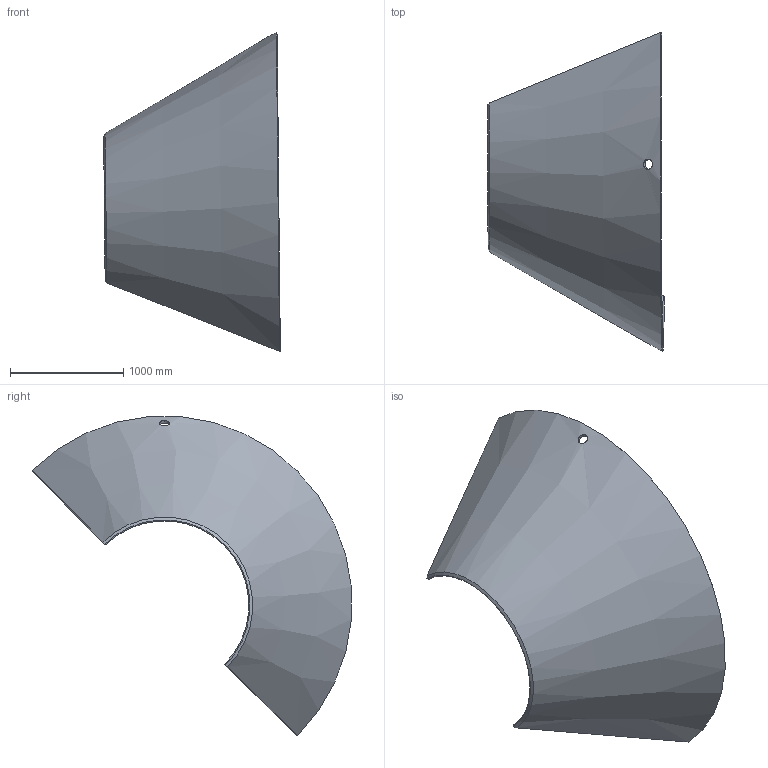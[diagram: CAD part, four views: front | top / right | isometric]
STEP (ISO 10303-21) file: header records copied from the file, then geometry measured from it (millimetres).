
FILE_DESCRIPTION(('CoCreate Modeling STEP Export'),'2;1');
FILE_NAME('s2.stp','2011-05-24T10:30:22',(''),(''),'CoCreate Modeling STEP processor for AP214 (Solid Model)','CoCreate Modeling 18.0P1120 20-Nov-2010 (C) Parametric Technology GmbH','');
FILE_SCHEMA(('AUTOMOTIVE_DESIGN { 1 0 10303 214 1 1 1 1 }'));
Length unit declared in the file: millimetre
Products named in the file (2): 106_CONE-OA24-5990.PRT
Assembly tree (1 placements, depth 2):
  106_CONE-OA24-5990.PRT
    106_CONE-OA24-5990.PRT
Bounding box: 1557.01 x 2809.52 x 2809.38 mm (x, y, z)
Volume: 165547757.3 mm3; surface area: 13524561.7 mm2
Topology: 1 solids, 1 shells, 12 faces, 33 edges, 23 vertices
Faces by surface type: cone 6, bspline 4, cylinder 2
Entity records: 645 total; most frequent: CARTESIAN_POINT 225, ORIENTED_EDGE 66, DIRECTION 44, EDGE_CURVE 33, VERTEX_POINT 23, AXIS2_PLACEMENT_3D 16, B_SPLINE_CURVE_WITH_KNOTS 15, EDGE_LOOP 14
